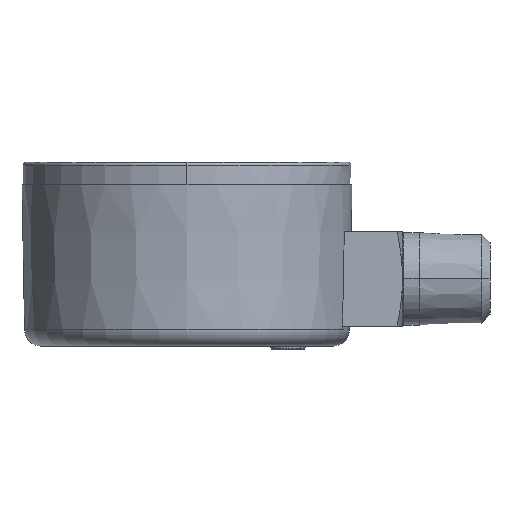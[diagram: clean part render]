
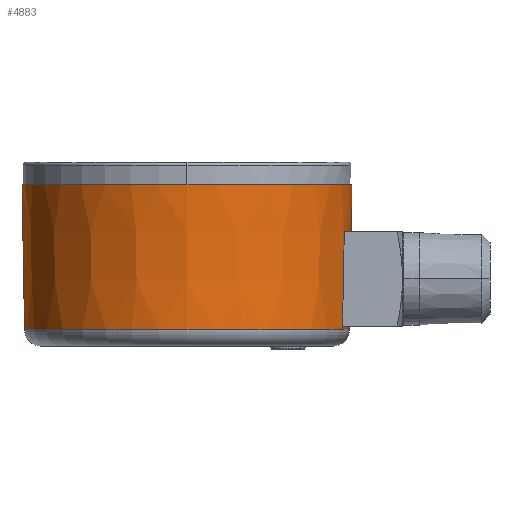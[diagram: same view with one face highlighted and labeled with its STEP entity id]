
A CAD part, left-side view. The second image highlights one B-rep face of the part: STEP entity #4883.
In plain terms, the highlighted conical face has half-angle 1 degrees and reference radius 24.085 mm.
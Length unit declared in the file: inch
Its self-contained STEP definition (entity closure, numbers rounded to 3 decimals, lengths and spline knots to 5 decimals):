
#99 = CIRCLE ( 'NONE', #3183, 0.94993 ) ;
#121 = CARTESIAN_POINT ( 'NONE',  ( 0., 1.25984, 0.27559 ) ) ;
#175 = CARTESIAN_POINT ( 'NONE',  ( 0., 2.20977, -0.29545 ) ) ;
#198 = VECTOR ( 'NONE', #4695, 39.37008 ) ;
#213 = DIRECTION ( 'NONE',  ( 0., 0., -1. ) ) ;
#274 = EDGE_CURVE ( 'NONE', #4676, #3702, #839, .T. ) ;
#482 = CARTESIAN_POINT ( 'NONE',  ( 0., 0.31163, -0.3937 ) ) ;
#494 = DIRECTION ( 'NONE',  ( 0., 0.017, 1. ) ) ;
#691 = CARTESIAN_POINT ( 'NONE',  ( -0.27559, 0.35041, -0.27559 ) ) ;
#720 = ORIENTED_EDGE ( 'NONE', *, *, #4471, .T. ) ;
#838 = CARTESIAN_POINT ( 'NONE',  ( 0., 0.31163, -0.3937 ) ) ;
#839 = B_SPLINE_CURVE_WITH_KNOTS ( 'NONE', 3,
 ( #1428, #2907, #3656, #3740 ),
 .UNSPECIFIED., .F., .F.,
 ( 4, 4 ),
 ( 0.01463, 0.02863 ),
 .UNSPECIFIED. ) ;
#847 = ORIENTED_EDGE ( 'NONE', *, *, #2651, .T. ) ;
#921 = EDGE_LOOP ( 'NONE', ( #2687, #720, #1106, #2862, #4959, #847, #2487, #1446 ) ) ;
#1008 = CARTESIAN_POINT ( 'NONE',  ( 0., 0.29514, 0.55118 ) ) ;
#1097 = VERTEX_POINT ( 'NONE', #3611 ) ;
#1106 = ORIENTED_EDGE ( 'NONE', *, *, #3427, .T. ) ;
#1185 = DIRECTION ( 'NONE',  ( 1., 0., 0. ) ) ;
#1428 = CARTESIAN_POINT ( 'NONE',  ( -0.27559, 0.35041, -0.27559 ) ) ;
#1444 = EDGE_CURVE ( 'NONE', #1097, #4133, #4270, .T. ) ;
#1446 = ORIENTED_EDGE ( 'NONE', *, *, #4724, .T. ) ;
#1508 = CARTESIAN_POINT ( 'NONE',  ( 0., 1.25984, 0.55118 ) ) ;
#1534 = DIRECTION ( 'NONE',  ( 0., 0., -1. ) ) ;
#1567 = CIRCLE ( 'NONE', #4313, 0.9647 ) ;
#1724 = LINE ( 'NONE', #4331, #3035 ) ;
#1984 = AXIS2_PLACEMENT_3D ( 'NONE', #3631, #4716, #2908 ) ;
#2035 = LINE ( 'NONE', #482, #198 ) ;
#2107 = VECTOR ( 'NONE', #2770, 39.37008 ) ;
#2407 = EDGE_CURVE ( 'NONE', #4815, #4676, #3132, .T. ) ;
#2410 = DIRECTION ( 'NONE',  ( 0., 0., 1. ) ) ;
#2487 = ORIENTED_EDGE ( 'NONE', *, *, #1444, .T. ) ;
#2504 = AXIS2_PLACEMENT_3D ( 'NONE', #3686, #213, #4902 ) ;
#2597 = VERTEX_POINT ( 'NONE', #2741 ) ;
#2620 = CARTESIAN_POINT ( 'NONE',  ( 0., 0.30992, -0.29545 ) ) ;
#2651 = EDGE_CURVE ( 'NONE', #3702, #1097, #4130, .T. ) ;
#2687 = ORIENTED_EDGE ( 'NONE', *, *, #3249, .F. ) ;
#2709 = CONICAL_SURFACE ( 'NONE', #1984, 0.94821, 0.017 ) ;
#2741 = CARTESIAN_POINT ( 'NONE',  ( 0., 2.22455, 0.55118 ) ) ;
#2770 = DIRECTION ( 'NONE',  ( 0., -0.017, 1. ) ) ;
#2833 = AXIS2_PLACEMENT_3D ( 'NONE', #121, #2410, #1185 ) ;
#2846 = CARTESIAN_POINT ( 'NONE',  ( -0.27559, 0.34036, 0.27559 ) ) ;
#2862 = ORIENTED_EDGE ( 'NONE', *, *, #2407, .T. ) ;
#2907 = CARTESIAN_POINT ( 'NONE',  ( -0.27559, 0.34706, -0.09186 ) ) ;
#2908 = DIRECTION ( 'NONE',  ( 0., -1., 0. ) ) ;
#3035 = VECTOR ( 'NONE', #494, 39.37008 ) ;
#3132 = CIRCLE ( 'NONE', #2504, 0.95027 ) ;
#3183 = AXIS2_PLACEMENT_3D ( 'NONE', #4070, #3205, #4752 ) ;
#3205 = DIRECTION ( 'NONE',  ( 0., 0., 1. ) ) ;
#3249 = EDGE_CURVE ( 'NONE', #3757, #2597, #1724, .T. ) ;
#3254 = FACE_OUTER_BOUND ( 'NONE', #921, .T. ) ;
#3427 = EDGE_CURVE ( 'NONE', #4221, #4815, #2035, .T. ) ;
#3611 = CARTESIAN_POINT ( 'NONE',  ( 0., 0.29995, 0.27559 ) ) ;
#3631 = CARTESIAN_POINT ( 'NONE',  ( 0., 1.25984, -0.3937 ) ) ;
#3656 = CARTESIAN_POINT ( 'NONE',  ( -0.27559, 0.34371, 0.09186 ) ) ;
#3686 = CARTESIAN_POINT ( 'NONE',  ( 0., 1.25984, -0.27559 ) ) ;
#3702 = VERTEX_POINT ( 'NONE', #2846 ) ;
#3740 = CARTESIAN_POINT ( 'NONE',  ( -0.27559, 0.34036, 0.27559 ) ) ;
#3757 = VERTEX_POINT ( 'NONE', #175 ) ;
#3887 = CARTESIAN_POINT ( 'NONE',  ( 0., 0.30957, -0.27559 ) ) ;
#4070 = CARTESIAN_POINT ( 'NONE',  ( 0., 1.25984, -0.29545 ) ) ;
#4130 = CIRCLE ( 'NONE', #2833, 0.95989 ) ;
#4133 = VERTEX_POINT ( 'NONE', #1008 ) ;
#4221 = VERTEX_POINT ( 'NONE', #2620 ) ;
#4270 = LINE ( 'NONE', #838, #2107 ) ;
#4310 = DIRECTION ( 'NONE',  ( 0., 1., 0. ) ) ;
#4313 = AXIS2_PLACEMENT_3D ( 'NONE', #1508, #1534, #4310 ) ;
#4331 = CARTESIAN_POINT ( 'NONE',  ( 0., 2.20805, -0.3937 ) ) ;
#4471 = EDGE_CURVE ( 'NONE', #3757, #4221, #99, .T. ) ;
#4676 = VERTEX_POINT ( 'NONE', #691 ) ;
#4695 = DIRECTION ( 'NONE',  ( 0., -0.017, 1. ) ) ;
#4716 = DIRECTION ( 'NONE',  ( 0., 0., 1. ) ) ;
#4724 = EDGE_CURVE ( 'NONE', #4133, #2597, #1567, .T. ) ;
#4752 = DIRECTION ( 'NONE',  ( 0., 1., 0. ) ) ;
#4815 = VERTEX_POINT ( 'NONE', #3887 ) ;
#4883 = ADVANCED_FACE ( 'NONE', ( #3254 ), #2709, .T. ) ;
#4902 = DIRECTION ( 'NONE',  ( -1., 0., 0. ) ) ;
#4959 = ORIENTED_EDGE ( 'NONE', *, *, #274, .T. ) ;
